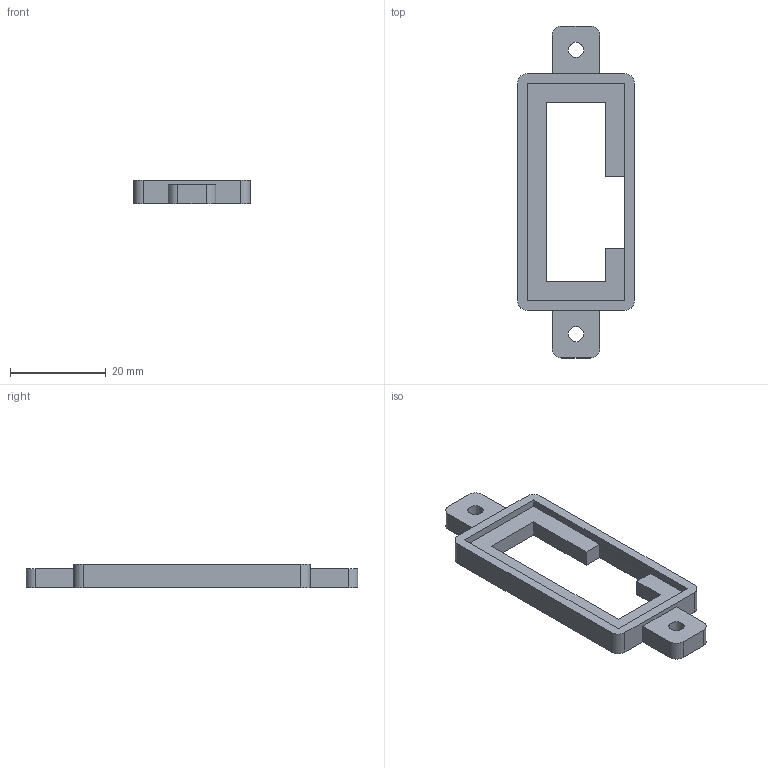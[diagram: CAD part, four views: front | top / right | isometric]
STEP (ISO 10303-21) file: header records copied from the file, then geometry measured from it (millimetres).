
FILE_DESCRIPTION(('FreeCAD Model'),'2;1');
FILE_NAME('drzak_solar_charger.step', '2021-03-15T16:00:09',('Author'),(''), 'Open CASCADE STEP processor 7.3','FreeCAD','Unknown');
FILE_SCHEMA(('AUTOMOTIVE_DESIGN { 1 0 10303 214 1 1 1 1 }'));
Length unit declared in the file: millimetre
Products named in the file (1): Fillet002
Bounding box: 24.5 x 69.5 x 5 mm (x, y, z)
Volume: 3478.4 mm3; surface area: 3250 mm2
Topology: 1 solids, 1 shells, 39 faces, 105 edges, 68 vertices
Faces by surface type: plane 29, cylinder 10
Full cylindrical faces by diameter (mm): 3.2 x2
Entity records: 2617 total; most frequent: CARTESIAN_POINT 487, DIRECTION 391, LINE 259, VECTOR 259, ORIENTED_EDGE 210, PCURVE 210, DEFINITIONAL_REPRESENTATION 210, EDGE_CURVE 105
